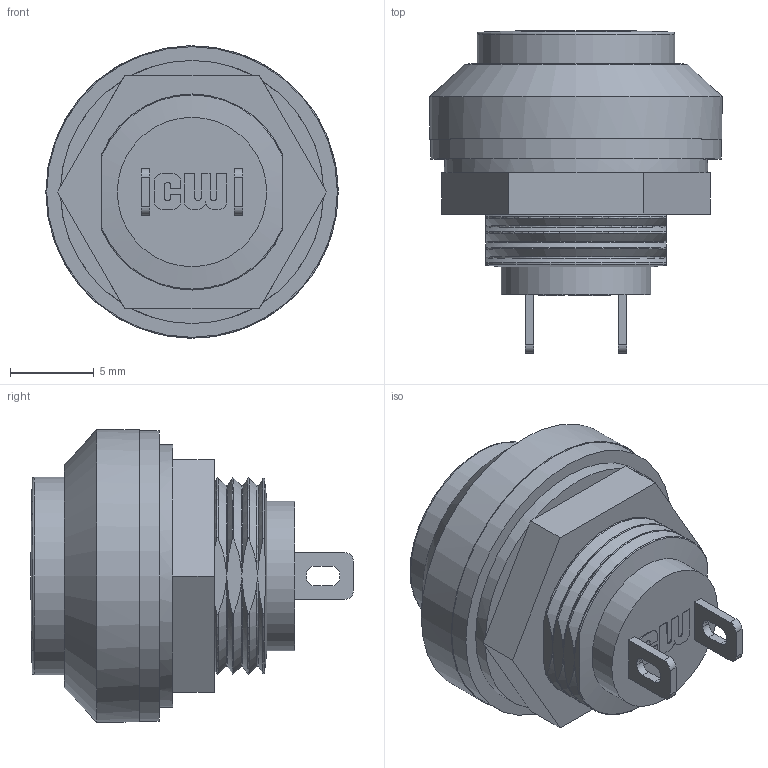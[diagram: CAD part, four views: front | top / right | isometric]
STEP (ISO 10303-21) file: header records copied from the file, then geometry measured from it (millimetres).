
FILE_DESCRIPTION(/* description */ (''),/* implementation_level */ '2;1');
FILE_NAME(/* name */ 'GPB556A_3D_Model_11-15-19.stp',/* time_stamp */ '2019-11-15T08:41:01-05:00',/* author */ ('dwiltbank'),/* organization */ (''),/* preprocessor_version */ 'ST-DEVELOPER v18',/* originating_system */ 'Autodesk Inventor 2020',/* authorisation */ '');
FILE_SCHEMA (('AUTOMOTIVE_DESIGN { 1 0 10303 214 3 1 1 }'));
Length unit declared in the file: inch
Products named in the file (1): GPB556_Switch
Bounding box: 17.5 x 19.32 x 17.5 mm (x, y, z)
Volume: 2476.9 mm3; surface area: 1196.5 mm2
Topology: 1 solids, 1 shells, 129 faces, 355 edges, 236 vertices
Faces by surface type: plane 68, cylinder 29, cone 16, torus 15, sphere 1
Full cylindrical faces by diameter (mm): 8.941 x1, 11.811 x1, 15.748 x1, 17.399 x1, 17.501 x1
Entity records: 4868 total; most frequent: CARTESIAN_POINT 1445, ORIENTED_EDGE 710, DIRECTION 678, EDGE_CURVE 355, AXIS2_PLACEMENT_3D 252, VERTEX_POINT 236, LINE 174, VECTOR 174
